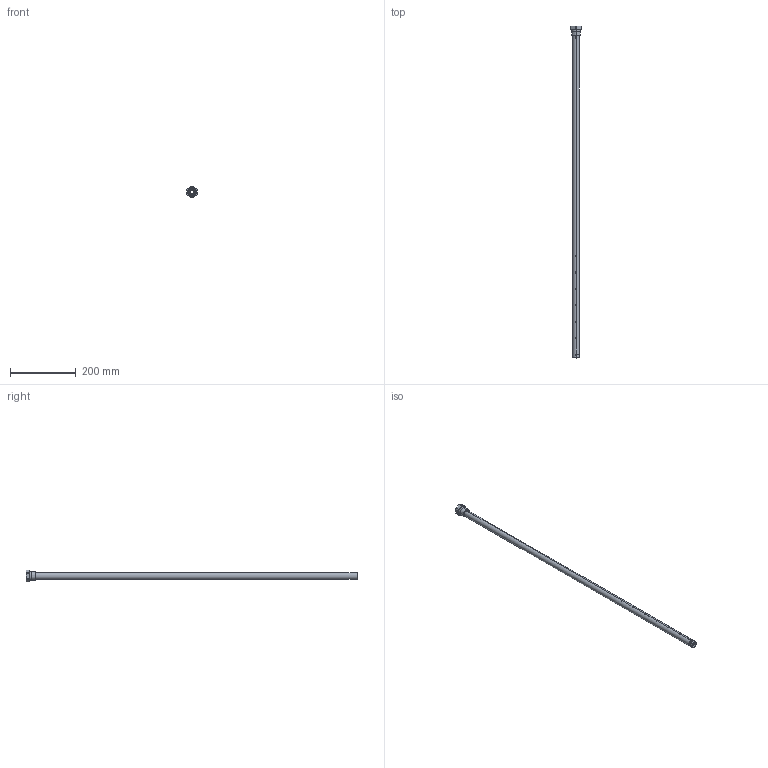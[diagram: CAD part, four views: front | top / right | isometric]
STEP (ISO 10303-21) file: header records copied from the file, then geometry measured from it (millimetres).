
FILE_DESCRIPTION (( 'STEP AP214' ), '1' );
FILE_NAME ('GWR-C1000.STEP', '2020-05-20T16:24:23', ( '' ), ( '' ), 'SwSTEP 2.0', 'SolidWorks 2017', '' );
FILE_SCHEMA (( 'AUTOMOTIVE_DESIGN' ));
Length unit declared in the file: inch
Products named in the file (1): GWR-C1000
Bounding box: 32 x 1009.1 x 34.99 mm (x, y, z)
Volume: 68935.9 mm3; surface area: 123013.3 mm2
Topology: 1 solids, 1 shells, 129 faces, 452 edges, 294 vertices
Faces by surface type: cylinder 88, plane 19, cone 12, bspline 10
Entity records: 7313 total; most frequent: CARTESIAN_POINT 3606, ORIENTED_EDGE 904, DIRECTION 639, EDGE_CURVE 452, VERTEX_POINT 294, AXIS2_PLACEMENT_3D 245, B_SPLINE_CURVE_WITH_KNOTS 178, LINE 149
